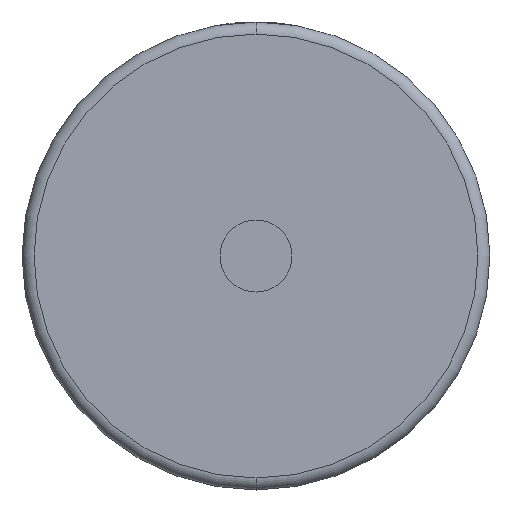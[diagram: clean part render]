
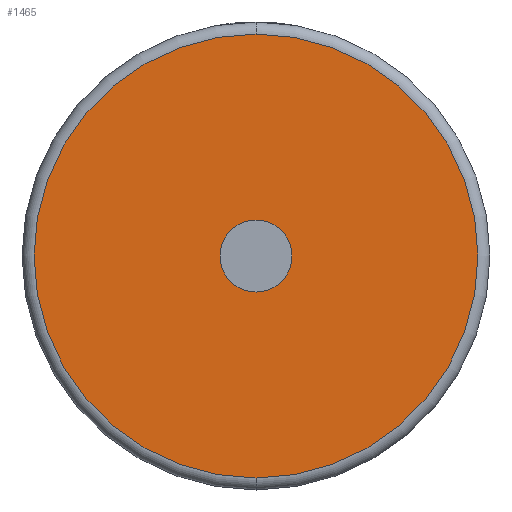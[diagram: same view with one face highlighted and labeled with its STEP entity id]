
A CAD part, front view. The second image highlights one B-rep face of the part: STEP entity #1465.
In plain terms, the highlighted planar face has unit normal (0, -1, 0).
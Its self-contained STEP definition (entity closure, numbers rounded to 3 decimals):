
#32 = DIRECTION ( 'NONE',  ( 0., 0., 1. ) ) ;
#43 = CIRCLE ( 'NONE', #3117, 37. ) ;
#192 = DIRECTION ( 'NONE',  ( 0., -1., 0. ) ) ;
#208 = EDGE_LOOP ( 'NONE', ( #900, #1927 ) ) ;
#216 = AXIS2_PLACEMENT_3D ( 'NONE', #2036, #2889, #2335 ) ;
#260 = EDGE_CURVE ( 'NONE', #1590, #3260, #3276, .T. ) ;
#263 = AXIS2_PLACEMENT_3D ( 'NONE', #3598, #192, #2152 ) ;
#369 = DIRECTION ( 'NONE',  ( 0., 0., 1. ) ) ;
#418 = EDGE_CURVE ( 'NONE', #3050, #454, #3490, .T. ) ;
#454 = VERTEX_POINT ( 'NONE', #1918 ) ;
#677 = DIRECTION ( 'NONE',  ( 0., -1., 0. ) ) ;
#900 = ORIENTED_EDGE ( 'NONE', *, *, #260, .T. ) ;
#1263 = FACE_OUTER_BOUND ( 'NONE', #208, .T. ) ;
#1465 = ADVANCED_FACE ( 'NONE', ( #1263, #2484 ), #2619, .F. ) ;
#1466 = EDGE_CURVE ( 'NONE', #454, #3050, #1500, .T. ) ;
#1490 = EDGE_CURVE ( 'NONE', #3260, #1590, #43, .T. ) ;
#1500 = CIRCLE ( 'NONE', #3315, 6. ) ;
#1590 = VERTEX_POINT ( 'NONE', #2118 ) ;
#1741 = DIRECTION ( 'NONE',  ( 0., -1., 0. ) ) ;
#1805 = ORIENTED_EDGE ( 'NONE', *, *, #1466, .F. ) ;
#1918 = CARTESIAN_POINT ( 'NONE',  ( 0., 0., 6. ) ) ;
#1927 = ORIENTED_EDGE ( 'NONE', *, *, #1490, .T. ) ;
#2036 = CARTESIAN_POINT ( 'NONE',  ( 0., 0., 0. ) ) ;
#2118 = CARTESIAN_POINT ( 'NONE',  ( 0., 0., 37. ) ) ;
#2152 = DIRECTION ( 'NONE',  ( 0., 0., 1. ) ) ;
#2165 = CARTESIAN_POINT ( 'NONE',  ( 0., 0., -6. ) ) ;
#2283 = EDGE_LOOP ( 'NONE', ( #1805, #2400 ) ) ;
#2335 = DIRECTION ( 'NONE',  ( 0., 0., 1. ) ) ;
#2400 = ORIENTED_EDGE ( 'NONE', *, *, #418, .F. ) ;
#2484 = FACE_BOUND ( 'NONE', #2283, .T. ) ;
#2619 = PLANE ( 'NONE',  #216 ) ;
#2703 = CARTESIAN_POINT ( 'NONE',  ( 0., 0., 0. ) ) ;
#2889 = DIRECTION ( 'NONE',  ( 0., 1., 0. ) ) ;
#2910 = CARTESIAN_POINT ( 'NONE',  ( 0., 0., 0. ) ) ;
#2959 = DIRECTION ( 'NONE',  ( 0., 0., 1. ) ) ;
#3050 = VERTEX_POINT ( 'NONE', #2165 ) ;
#3117 = AXIS2_PLACEMENT_3D ( 'NONE', #2703, #677, #369 ) ;
#3260 = VERTEX_POINT ( 'NONE', #3560 ) ;
#3276 = CIRCLE ( 'NONE', #3367, 37. ) ;
#3315 = AXIS2_PLACEMENT_3D ( 'NONE', #3562, #3577, #2959 ) ;
#3367 = AXIS2_PLACEMENT_3D ( 'NONE', #2910, #1741, #32 ) ;
#3490 = CIRCLE ( 'NONE', #263, 6. ) ;
#3560 = CARTESIAN_POINT ( 'NONE',  ( 0., 0., -37. ) ) ;
#3562 = CARTESIAN_POINT ( 'NONE',  ( 0., 0., 0. ) ) ;
#3577 = DIRECTION ( 'NONE',  ( 0., -1., 0. ) ) ;
#3598 = CARTESIAN_POINT ( 'NONE',  ( 0., 0., 0. ) ) ;
